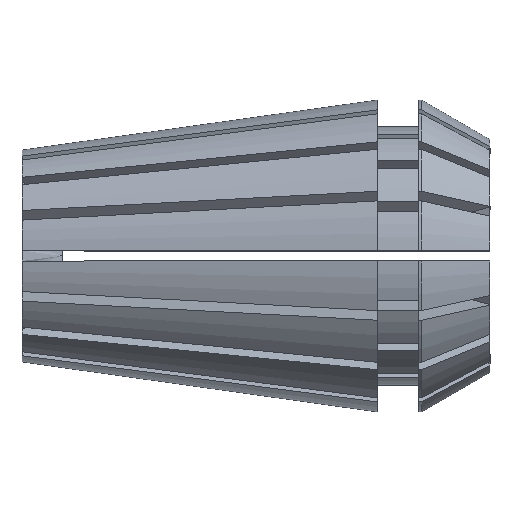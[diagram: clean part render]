
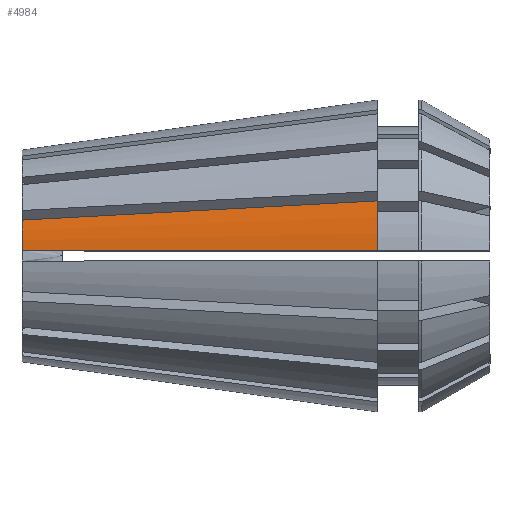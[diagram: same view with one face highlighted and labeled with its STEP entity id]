
A CAD part, top view. The second image highlights one B-rep face of the part: STEP entity #4984.
In plain terms, the highlighted conical face has half-angle 8 degrees and reference radius 10.5 mm.
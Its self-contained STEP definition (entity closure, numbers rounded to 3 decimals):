
#339 = AXIS2_PLACEMENT_3D ( 'NONE', #4484, #943, #4026 ) ;
#532 = CARTESIAN_POINT ( 'NONE',  ( 1.02, 0.35, 7.276 ) ) ;
#561 = DIRECTION ( 'NONE',  ( 0., 0., 1. ) ) ;
#682 = EDGE_LOOP ( 'NONE', ( #4138, #1667, #5507, #4524 ) ) ;
#797 = CONICAL_SURFACE ( 'NONE', #339, 10.5, 0.14 ) ;
#943 = DIRECTION ( 'NONE',  ( 1., 0., 0. ) ) ;
#993 = CARTESIAN_POINT ( 'NONE',  ( 7.449, 0.35, 8.181 ) ) ;
#1035 = CARTESIAN_POINT ( 'NONE',  ( 12.415, 3.075, 8.337 ) ) ;
#1036 = CARTESIAN_POINT ( 'NONE',  ( 0., 0.35, 7.133 ) ) ;
#1051 = B_SPLINE_CURVE_WITH_KNOTS ( 'NONE', 3,
 ( #3752, #2772, #4991, #3661, #1889, #993, #1543, #4101, #532, #1036 ),
 .UNSPECIFIED., .F., .F.,
 ( 4, 3, 3, 4 ),
 ( 0.044, 0.052, 0.065, 0.068 ),
 .UNSPECIFIED. ) ;
#1174 = EDGE_CURVE ( 'NONE', #1536, #2698, #5551, .T. ) ;
#1193 = CARTESIAN_POINT ( 'NONE',  ( 23.9, 0.35, 10.494 ) ) ;
#1435 = CARTESIAN_POINT ( 'NONE',  ( 23.9, 3.693, 9.83 ) ) ;
#1536 = VERTEX_POINT ( 'NONE', #4897 ) ;
#1543 = CARTESIAN_POINT ( 'NONE',  ( 3.061, 0.35, 7.564 ) ) ;
#1635 = CARTESIAN_POINT ( 'NONE',  ( 0., 0., 0. ) ) ;
#1640 = CARTESIAN_POINT ( 'NONE',  ( 0., 2.406, 6.724 ) ) ;
#1667 = ORIENTED_EDGE ( 'NONE', *, *, #1174, .F. ) ;
#1889 = CARTESIAN_POINT ( 'NONE',  ( 11.837, 0.35, 8.798 ) ) ;
#2017 = EDGE_CURVE ( 'NONE', #4630, #2169, #2972, .T. ) ;
#2053 = EDGE_CURVE ( 'NONE', #4630, #1536, #1051, .T. ) ;
#2161 = CARTESIAN_POINT ( 'NONE',  ( 0., 2.406, 6.724 ) ) ;
#2169 = VERTEX_POINT ( 'NONE', #5435 ) ;
#2281 = EDGE_CURVE ( 'NONE', #2698, #2169, #3228, .T. ) ;
#2698 = VERTEX_POINT ( 'NONE', #2161 ) ;
#2772 = CARTESIAN_POINT ( 'NONE',  ( 21.342, 0.35, 10.135 ) ) ;
#2798 = DIRECTION ( 'NONE',  ( -1., 0., 0. ) ) ;
#2871 = AXIS2_PLACEMENT_3D ( 'NONE', #5060, #2798, #561 ) ;
#2964 = CARTESIAN_POINT ( 'NONE',  ( 4.138, 2.629, 7.262 ) ) ;
#2972 = CIRCLE ( 'NONE', #2871, 10.5 ) ;
#3228 = B_SPLINE_CURVE_WITH_KNOTS ( 'NONE', 3,
 ( #1640, #2964, #4100, #1035, #4221, #4704, #1435 ),
 .UNSPECIFIED., .F., .F.,
 ( 4, 3, 4 ),
 ( 0., 0.013, 0.024 ),
 .UNSPECIFIED. ) ;
#3661 = CARTESIAN_POINT ( 'NONE',  ( 16.225, 0.35, 9.415 ) ) ;
#3752 = CARTESIAN_POINT ( 'NONE',  ( 23.9, 0.35, 10.494 ) ) ;
#4026 = DIRECTION ( 'NONE',  ( 0., 0., -1. ) ) ;
#4100 = CARTESIAN_POINT ( 'NONE',  ( 8.277, 2.852, 7.8 ) ) ;
#4101 = CARTESIAN_POINT ( 'NONE',  ( 2.041, 0.35, 7.42 ) ) ;
#4138 = ORIENTED_EDGE ( 'NONE', *, *, #2281, .F. ) ;
#4221 = CARTESIAN_POINT ( 'NONE',  ( 16.244, 3.281, 8.835 ) ) ;
#4256 = DIRECTION ( 'NONE',  ( -1., 0., 0. ) ) ;
#4283 = DIRECTION ( 'NONE',  ( 0., 0., 1. ) ) ;
#4484 = CARTESIAN_POINT ( 'NONE',  ( 23.9, 0., 0. ) ) ;
#4524 = ORIENTED_EDGE ( 'NONE', *, *, #2017, .T. ) ;
#4630 = VERTEX_POINT ( 'NONE', #1193 ) ;
#4704 = CARTESIAN_POINT ( 'NONE',  ( 20.072, 3.487, 9.332 ) ) ;
#4897 = CARTESIAN_POINT ( 'NONE',  ( 0., 0.35, 7.133 ) ) ;
#4984 = ADVANCED_FACE ( 'NONE', ( #5692 ), #797, .T. ) ;
#4991 = CARTESIAN_POINT ( 'NONE',  ( 18.783, 0.35, 9.775 ) ) ;
#5023 = AXIS2_PLACEMENT_3D ( 'NONE', #1635, #4256, #4283 ) ;
#5060 = CARTESIAN_POINT ( 'NONE',  ( 23.9, 0., 0. ) ) ;
#5435 = CARTESIAN_POINT ( 'NONE',  ( 23.9, 3.693, 9.83 ) ) ;
#5507 = ORIENTED_EDGE ( 'NONE', *, *, #2053, .F. ) ;
#5551 = CIRCLE ( 'NONE', #5023, 7.141 ) ;
#5692 = FACE_OUTER_BOUND ( 'NONE', #682, .T. ) ;
